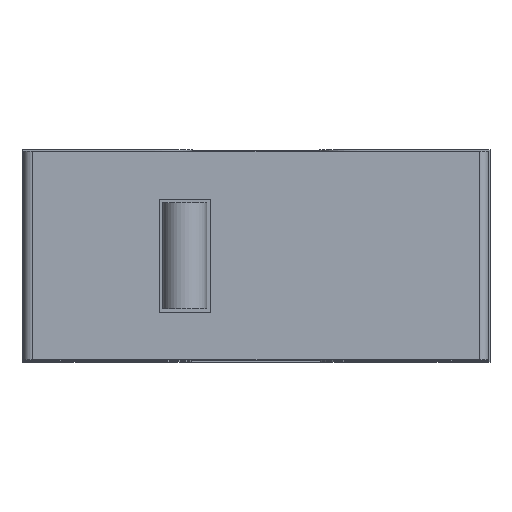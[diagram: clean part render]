
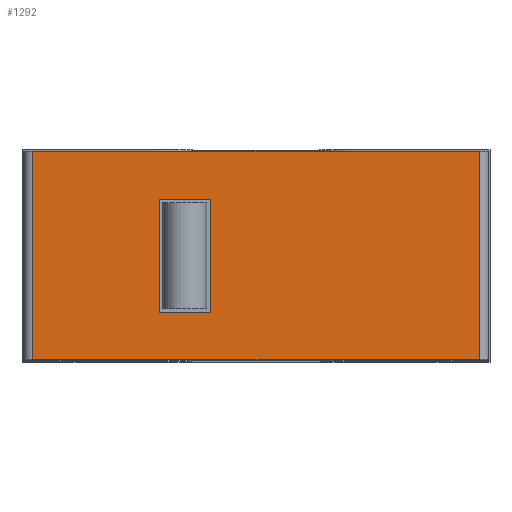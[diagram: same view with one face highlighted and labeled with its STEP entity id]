
A CAD part, top view. The second image highlights one B-rep face of the part: STEP entity #1292.
In plain terms, the highlighted face is planar.
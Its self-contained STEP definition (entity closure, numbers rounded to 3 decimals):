
#28=FACE_BOUND('',#144,.T.);
#73=FACE_OUTER_BOUND('',#143,.T.);
#143=EDGE_LOOP('',(#865,#866,#867,#868));
#144=EDGE_LOOP('',(#869,#870,#871,#872));
#208=LINE('',#1827,#365);
#212=LINE('',#1835,#369);
#215=LINE('',#1841,#372);
#218=LINE('',#1846,#375);
#220=LINE('',#1854,#377);
#225=LINE('',#1866,#382);
#233=LINE('',#1889,#390);
#236=LINE('',#1895,#393);
#365=VECTOR('',#1481,10.);
#369=VECTOR('',#1487,10.);
#372=VECTOR('',#1492,10.);
#375=VECTOR('',#1497,10.);
#377=VECTOR('',#1505,10.);
#382=VECTOR('',#1516,10.);
#390=VECTOR('',#1534,10.);
#393=VECTOR('',#1541,10.);
#522=VERTEX_POINT('',#1825);
#523=VERTEX_POINT('',#1826);
#526=VERTEX_POINT('',#1834);
#528=VERTEX_POINT('',#1840);
#531=VERTEX_POINT('',#1851);
#532=VERTEX_POINT('',#1853);
#536=VERTEX_POINT('',#1865);
#545=VERTEX_POINT('',#1885);
#640=EDGE_CURVE('',#522,#523,#208,.T.);
#644=EDGE_CURVE('',#526,#522,#212,.T.);
#647=EDGE_CURVE('',#528,#526,#215,.T.);
#650=EDGE_CURVE('',#523,#528,#218,.T.);
#653=EDGE_CURVE('',#531,#532,#220,.T.);
#659=EDGE_CURVE('',#532,#536,#225,.T.);
#671=EDGE_CURVE('',#536,#545,#233,.T.);
#674=EDGE_CURVE('',#545,#531,#236,.T.);
#865=ORIENTED_EDGE('',*,*,#653,.F.);
#866=ORIENTED_EDGE('',*,*,#674,.F.);
#867=ORIENTED_EDGE('',*,*,#671,.F.);
#868=ORIENTED_EDGE('',*,*,#659,.F.);
#869=ORIENTED_EDGE('',*,*,#640,.T.);
#870=ORIENTED_EDGE('',*,*,#650,.T.);
#871=ORIENTED_EDGE('',*,*,#647,.T.);
#872=ORIENTED_EDGE('',*,*,#644,.T.);
#1179=PLANE('',#1398);
#1292=ADVANCED_FACE('',(#73,#28),#1179,.T.);
#1398=AXIS2_PLACEMENT_3D('',#1894,#1539,#1540);
#1481=DIRECTION('',(1.,0.,0.));
#1487=DIRECTION('',(0.,0.,-1.));
#1492=DIRECTION('',(-1.,0.,0.));
#1497=DIRECTION('',(0.,0.,1.));
#1505=DIRECTION('',(0.,0.,-1.));
#1516=DIRECTION('',(1.,0.,0.));
#1534=DIRECTION('',(0.,0.,1.));
#1539=DIRECTION('center_axis',(0.,1.,0.));
#1540=DIRECTION('ref_axis',(-1.,0.,0.));
#1541=DIRECTION('',(-1.,0.,0.));
#1825=CARTESIAN_POINT('',(0.6,5.,1.35));
#1826=CARTESIAN_POINT('',(2.,5.,1.35));
#1827=CARTESIAN_POINT('',(5.1,5.,1.35));
#1834=CARTESIAN_POINT('',(0.6,5.,4.45));
#1835=CARTESIAN_POINT('',(0.6,5.,2.25));
#1840=CARTESIAN_POINT('',(2.,5.,4.45));
#1841=CARTESIAN_POINT('',(5.8,5.,4.45));
#1846=CARTESIAN_POINT('',(2.,5.,0.7));
#1851=CARTESIAN_POINT('',(-2.85,5.,5.75));
#1853=CARTESIAN_POINT('',(-2.85,5.,0.05));
#1854=CARTESIAN_POINT('',(-2.85,5.,0.05));
#1865=CARTESIAN_POINT('',(9.35,5.,0.05));
#1866=CARTESIAN_POINT('',(-3.1,5.,0.05));
#1885=CARTESIAN_POINT('',(9.35,5.,5.75));
#1889=CARTESIAN_POINT('',(9.35,5.,0.05));
#1894=CARTESIAN_POINT('Origin',(9.6,5.,0.05));
#1895=CARTESIAN_POINT('',(-3.1,5.,5.75));
